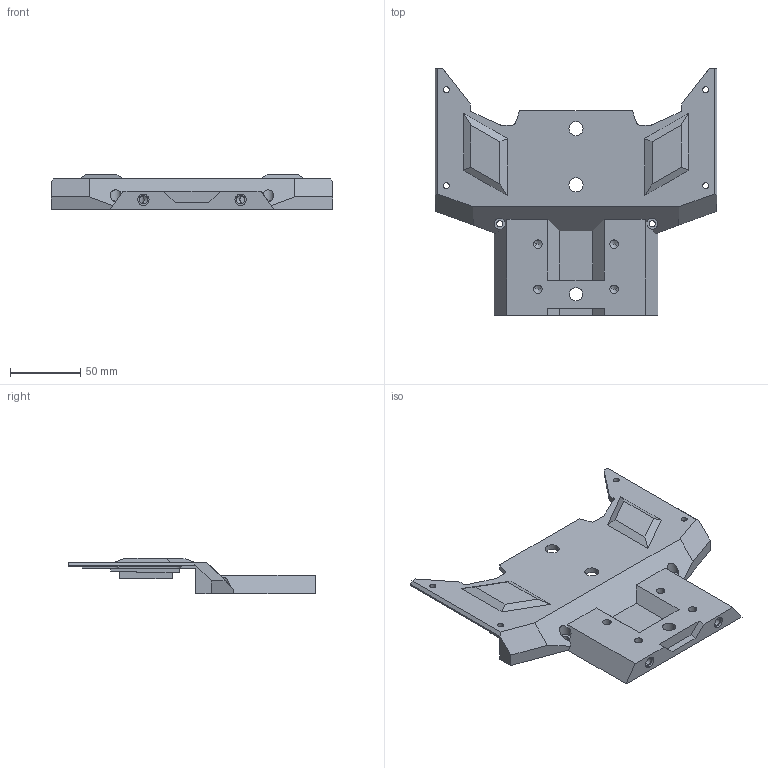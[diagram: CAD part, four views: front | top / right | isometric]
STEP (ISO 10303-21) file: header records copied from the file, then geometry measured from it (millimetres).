
FILE_DESCRIPTION (( 'STEP AP214' ), '1' );
FILE_NAME ('PAN3.2-USI-001-A-Paroie.STEP', '2022-08-04T09:36:35', ( '' ), ( '' ), 'SwSTEP 2.0', 'SolidWorks 2021', '' );
FILE_SCHEMA (( 'AUTOMOTIVE_DESIGN' ));
Length unit declared in the file: millimetre
Products named in the file (1): PAN3.2-USI-001-A-Paroie
Bounding box: 200 x 175 x 25 mm (x, y, z)
Volume: 177124.7 mm3; surface area: 66409.9 mm2
Topology: 1 solids, 1 shells, 260 faces, 703 edges, 446 vertices
Faces by surface type: plane 128, cylinder 102, cone 30
Entity records: 8623 total; most frequent: CARTESIAN_POINT 1508, DIRECTION 1387, ORIENTED_EDGE 1358, EDGE_CURVE 679, AXIS2_PLACEMENT_3D 467, LINE 453, VECTOR 453, VERTEX_POINT 446
